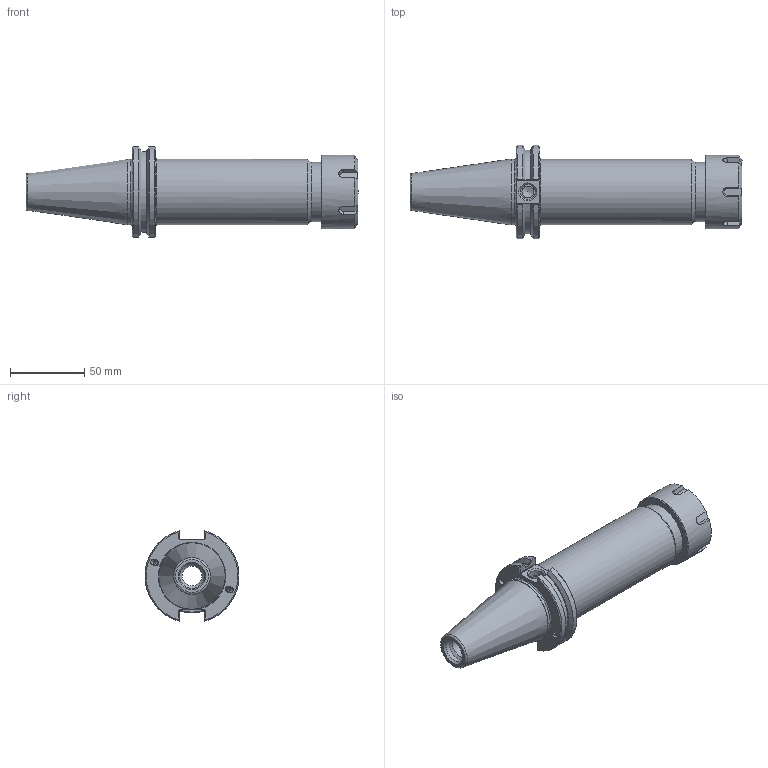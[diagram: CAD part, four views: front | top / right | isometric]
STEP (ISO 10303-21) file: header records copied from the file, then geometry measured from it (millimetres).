
FILE_DESCRIPTION((''),'2;1');
FILE_NAME('C40BC-32ERP612.iam.stp','2014-06-23T10:32:17',(''),(''),'Autodesk Inventor 2012','Autodesk Inventor 2012','');
FILE_SCHEMA(('AUTOMOTIVE_DESIGN { 1 0 10303 214 1 1 1 1 }'));
Length unit declared in the file: inch
Products named in the file (5): C40BC-32ERP612; C40BCB-32ER6-1; 029-965; 32ERPN
Assembly tree (5 placements, depth 3):
  C40BC-32ERP612
    C40BCB-32ER6-1
      C40BCB-32ER6-1
      029-965  x2
    32ERPN
Bounding box: 223.7 x 63.26 x 61.11 mm (x, y, z)
Volume: 258956.3 mm3; surface area: 54082.3 mm2
Topology: 4 solids, 4 shells, 175 faces, 428 edges, 273 vertices
Faces by surface type: plane 76, cylinder 43, cone 38, torus 8, bspline 8, sphere 2
Full cylindrical faces by diameter (mm): 3.3 x2, 4 x4, 4.1 x2, 4.2 x2, 8 x1, 10.135 x1, 13.386 x1, 16.459 x1, 18.923 x1, 23.495 x1, 27 x1, 30.48 x1, 33.147 x1, 38.684 x1, 40 x1, 40.513 x1, 43.942 x1, 44.45 x1, 49.733 x1
Entity records: 5680 total; most frequent: CARTESIAN_POINT 2095, DIRECTION 684, ORIENTED_EDGE 666, EDGE_CURVE 333, AXIS2_PLACEMENT_3D 274, VERTEX_POINT 241, EDGE_LOOP 228, FACE_OUTER_BOUND 159
